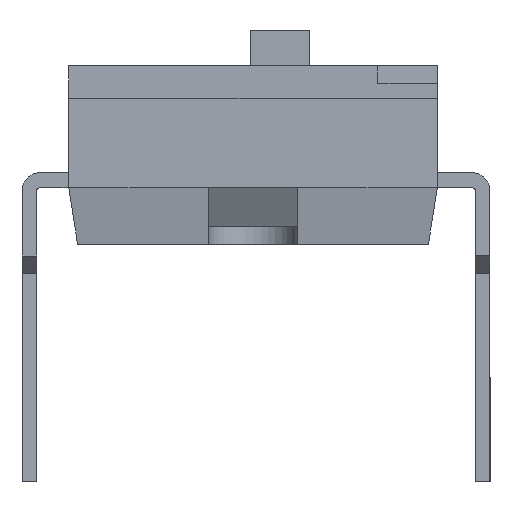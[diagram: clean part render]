
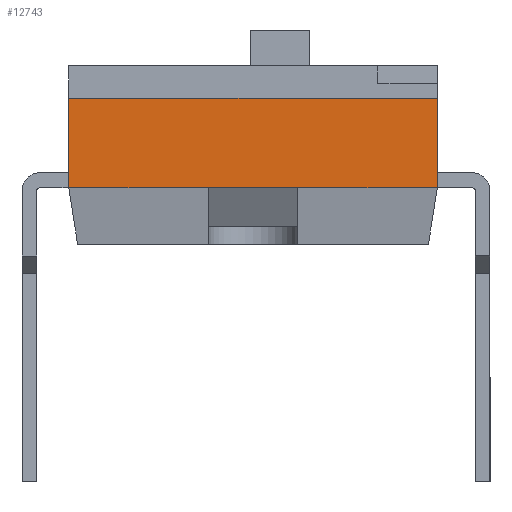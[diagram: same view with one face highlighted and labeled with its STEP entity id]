
A CAD part, left-side view. The second image highlights one B-rep face of the part: STEP entity #12743.
In plain terms, the highlighted planar face has unit normal (-1, 0, 0).
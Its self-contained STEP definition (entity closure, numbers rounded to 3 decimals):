
#548=LINE('',#19683,#2031);
#550=LINE('',#19687,#2033);
#613=LINE('',#19815,#2096);
#622=LINE('',#19834,#2105);
#826=LINE('',#20252,#2309);
#832=LINE('',#20263,#2315);
#2031=VECTOR('',#16579,1000.);
#2033=VECTOR('',#16583,1000.);
#2096=VECTOR('',#16652,1000.);
#2105=VECTOR('',#16663,1000.);
#2309=VECTOR('',#16937,1000.);
#2315=VECTOR('',#16945,1000.);
#3826=ORIENTED_EDGE('',*,*,#7554,.T.);
#3827=ORIENTED_EDGE('',*,*,#7270,.T.);
#3828=ORIENTED_EDGE('',*,*,#7272,.T.);
#3829=ORIENTED_EDGE('',*,*,#7344,.F.);
#3830=ORIENTED_EDGE('',*,*,#7548,.F.);
#3831=ORIENTED_EDGE('',*,*,#7335,.T.);
#7270=EDGE_CURVE('',#9148,#9147,#548,.T.);
#7272=EDGE_CURVE('',#9147,#9149,#550,.T.);
#7335=EDGE_CURVE('',#9211,#9210,#613,.T.);
#7344=EDGE_CURVE('',#9219,#9149,#622,.T.);
#7548=EDGE_CURVE('',#9211,#9219,#826,.T.);
#7554=EDGE_CURVE('',#9210,#9148,#832,.T.);
#9147=VERTEX_POINT('',#19682);
#9148=VERTEX_POINT('',#19684);
#9149=VERTEX_POINT('',#19688);
#9210=VERTEX_POINT('',#19814);
#9211=VERTEX_POINT('',#19816);
#9219=VERTEX_POINT('',#19833);
#10522=EDGE_LOOP('',(#3826,#3827,#3828,#3829,#3830,#3831));
#11335=FACE_BOUND('',#10522,.T.);
#12146=PLANE('',#15798);
#12743=ADVANCED_FACE('',(#11335),#12146,.F.);
#15798=AXIS2_PLACEMENT_3D('',#20262,#16943,#16944);
#16579=DIRECTION('',(0.,-1.,0.));
#16583=DIRECTION('',(0.,-1.,0.));
#16652=DIRECTION('',(0.,0.,-1.));
#16663=DIRECTION('',(0.,0.,-1.));
#16937=DIRECTION('',(0.,-1.,0.));
#16943=DIRECTION('',(1.,0.,0.));
#16944=DIRECTION('',(0.,0.,-1.));
#16945=DIRECTION('',(0.,-1.,0.));
#19682=CARTESIAN_POINT('',(-15.71,-0.75,0.));
#19683=CARTESIAN_POINT('',(-15.71,0.75,0.));
#19684=CARTESIAN_POINT('',(-15.71,0.75,0.));
#19687=CARTESIAN_POINT('',(-15.71,3.1,0.));
#19688=CARTESIAN_POINT('',(-15.71,-3.1,0.));
#19814=CARTESIAN_POINT('',(-15.71,3.1,0.));
#19815=CARTESIAN_POINT('',(-15.71,3.1,1.5));
#19816=CARTESIAN_POINT('',(-15.71,3.1,1.5));
#19833=CARTESIAN_POINT('',(-15.71,-3.1,1.5));
#19834=CARTESIAN_POINT('',(-15.71,-3.1,1.5));
#20252=CARTESIAN_POINT('',(-15.71,3.1,1.5));
#20262=CARTESIAN_POINT('',(-15.71,3.1,1.5));
#20263=CARTESIAN_POINT('',(-15.71,3.1,0.));
